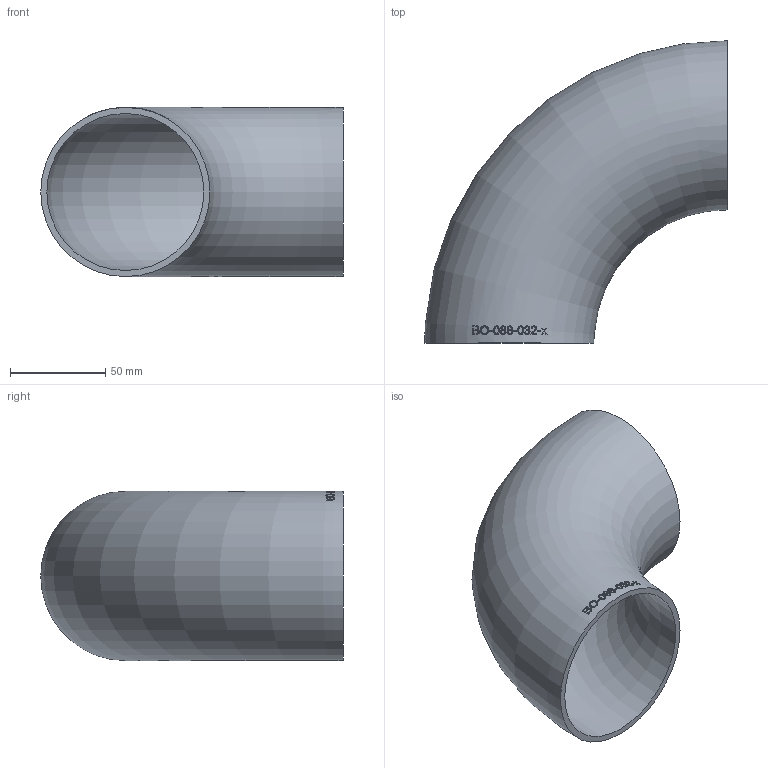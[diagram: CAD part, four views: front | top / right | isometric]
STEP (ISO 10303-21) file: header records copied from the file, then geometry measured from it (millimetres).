
FILE_DESCRIPTION (( 'STEP AP214' ), '1' );
FILE_NAME ('BO-088-032-x Bogen 1910.STEP', '2019-10-31T09:49:14', ( '' ), ( '' ), 'SwSTEP 2.0', 'SolidWorks 2016', '' );
FILE_SCHEMA (( 'AUTOMOTIVE_DESIGN' ));
Length unit declared in the file: millimetre
Products named in the file (1): BO-088-032-x Bogen 1910
Bounding box: 158.95 x 158.95 x 88.9 mm (x, y, z)
Volume: 154949.5 mm3; surface area: 98591.6 mm2
Topology: 1 solids, 1 shells, 155 faces, 400 edges, 267 vertices
Faces by surface type: bspline 86, plane 46, torus 23
Entity records: 9543 total; most frequent: CARTESIAN_POINT 4951, ORIENTED_EDGE 788, EDGE_CURVE 394, DIRECTION 278, VERTEX_POINT 264, B_SPLINE_CURVE_WITH_KNOTS 260, EDGE_LOOP 180, FACE_OUTER_BOUND 157
